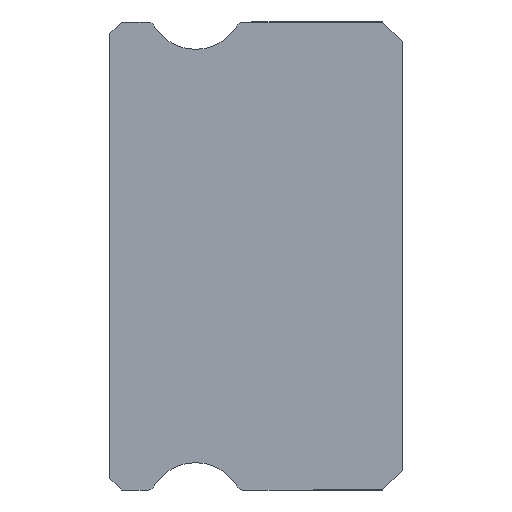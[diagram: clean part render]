
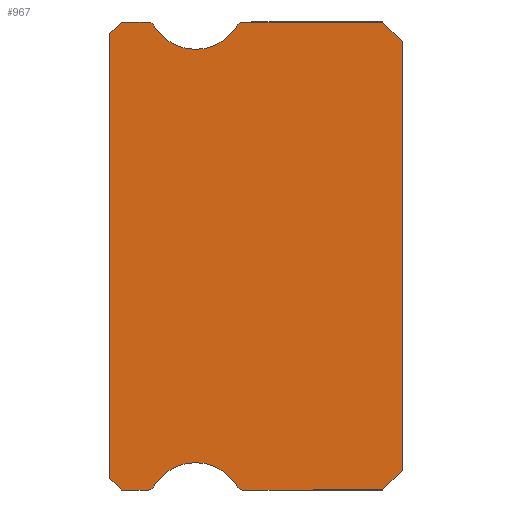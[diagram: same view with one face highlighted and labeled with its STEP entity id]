
A CAD part, left-side view. The second image highlights one B-rep face of the part: STEP entity #967.
In plain terms, the highlighted planar face has unit normal (-1, 0, 0).
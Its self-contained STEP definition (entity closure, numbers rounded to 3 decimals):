
#5 = DIRECTION ( 'NONE',  ( 0., -0.707, -0.707 ) ) ;
#19 = EDGE_CURVE ( 'NONE', #259, #1112, #2621, .T. ) ;
#20 = CARTESIAN_POINT ( 'NONE',  ( -10., 6.512, 5.85 ) ) ;
#85 = CARTESIAN_POINT ( 'NONE',  ( -10., 6.512, -6. ) ) ;
#94 = CARTESIAN_POINT ( 'NONE',  ( -10., 7.5, 5.7 ) ) ;
#176 = DIRECTION ( 'NONE',  ( 0., 0., -1. ) ) ;
#189 = VECTOR ( 'NONE', #502, 1000. ) ;
#203 = CARTESIAN_POINT ( 'NONE',  ( -10., 5.3, 5.3 ) ) ;
#207 = EDGE_CURVE ( 'NONE', #1658, #2013, #2152, .T. ) ;
#211 = CIRCLE ( 'NONE', #725, 0.15 ) ;
#259 = VERTEX_POINT ( 'NONE', #2174 ) ;
#260 = LINE ( 'NONE', #2805, #2084 ) ;
#285 = EDGE_CURVE ( 'NONE', #1020, #259, #2075, .T. ) ;
#292 = DIRECTION ( 'NONE',  ( 0., -1., 0. ) ) ;
#307 = EDGE_CURVE ( 'NONE', #1864, #3111, #3430, .T. ) ;
#318 = CARTESIAN_POINT ( 'NONE',  ( -10., 7.5, -5.7 ) ) ;
#327 = VERTEX_POINT ( 'NONE', #3165 ) ;
#333 = AXIS2_PLACEMENT_3D ( 'NONE', #1841, #2954, #176 ) ;
#368 = DIRECTION ( 'NONE',  ( 0., -1., 0. ) ) ;
#399 = ORIENTED_EDGE ( 'NONE', *, *, #522, .F. ) ;
#452 = CARTESIAN_POINT ( 'NONE',  ( -10., 0.5, 6. ) ) ;
#455 = ORIENTED_EDGE ( 'NONE', *, *, #1142, .T. ) ;
#483 = CARTESIAN_POINT ( 'NONE',  ( -10., 6.512, 5.85 ) ) ;
#487 = EDGE_CURVE ( 'NONE', #2212, #810, #1314, .T. ) ;
#498 = CARTESIAN_POINT ( 'NONE',  ( -10., 5.3, 6.55 ) ) ;
#502 = DIRECTION ( 'NONE',  ( 0., 0., 1. ) ) ;
#522 = EDGE_CURVE ( 'NONE', #3536, #1658, #1608, .T. ) ;
#536 = CARTESIAN_POINT ( 'NONE',  ( -10., 6.512, -6. ) ) ;
#564 = VECTOR ( 'NONE', #292, 1000. ) ;
#605 = EDGE_CURVE ( 'NONE', #1879, #1414, #211, .T. ) ;
#606 = EDGE_CURVE ( 'NONE', #327, #810, #260, .T. ) ;
#616 = ORIENTED_EDGE ( 'NONE', *, *, #639, .F. ) ;
#628 = CARTESIAN_POINT ( 'NONE',  ( -10., 6.512, 6. ) ) ;
#639 = EDGE_CURVE ( 'NONE', #3111, #3505, #3301, .T. ) ;
#646 = CARTESIAN_POINT ( 'NONE',  ( -10., 7.2, 6. ) ) ;
#710 = DIRECTION ( 'NONE',  ( 0., -0.707, -0.707 ) ) ;
#725 = AXIS2_PLACEMENT_3D ( 'NONE', #783, #2469, #1127 ) ;
#730 = CIRCLE ( 'NONE', #333, 1.25 ) ;
#783 = CARTESIAN_POINT ( 'NONE',  ( -10., 6.512, -5.85 ) ) ;
#806 = CARTESIAN_POINT ( 'NONE',  ( -10., 6.512, -6. ) ) ;
#810 = VERTEX_POINT ( 'NONE', #94 ) ;
#855 = CARTESIAN_POINT ( 'NONE',  ( -10., 7.2, -6. ) ) ;
#887 = CARTESIAN_POINT ( 'NONE',  ( -10., 0., -5.5 ) ) ;
#937 = CARTESIAN_POINT ( 'NONE',  ( -10., 0., -5.5 ) ) ;
#945 = EDGE_CURVE ( 'NONE', #2312, #1879, #730, .T. ) ;
#967 = ADVANCED_FACE ( 'NONE', ( #3295 ), #1138, .F. ) ;
#1020 = VERTEX_POINT ( 'NONE', #1942 ) ;
#1064 = EDGE_CURVE ( 'NONE', #2013, #1430, #2498, .T. ) ;
#1084 = DIRECTION ( 'NONE',  ( 0., 0.707, -0.707 ) ) ;
#1112 = VERTEX_POINT ( 'NONE', #2569 ) ;
#1121 = CARTESIAN_POINT ( 'NONE',  ( -10., 6.383, 5.925 ) ) ;
#1127 = DIRECTION ( 'NONE',  ( 0., 0., -1. ) ) ;
#1129 = AXIS2_PLACEMENT_3D ( 'NONE', #2985, #2739, #3453 ) ;
#1138 = PLANE ( 'NONE',  #2149 ) ;
#1142 = EDGE_CURVE ( 'NONE', #3536, #327, #1193, .T. ) ;
#1193 = LINE ( 'NONE', #646, #2661 ) ;
#1194 = CARTESIAN_POINT ( 'NONE',  ( -10., 0.5, -6. ) ) ;
#1314 = LINE ( 'NONE', #3279, #1384 ) ;
#1321 = ORIENTED_EDGE ( 'NONE', *, *, #1334, .F. ) ;
#1334 = EDGE_CURVE ( 'NONE', #1430, #1020, #3316, .T. ) ;
#1339 = ORIENTED_EDGE ( 'NONE', *, *, #605, .F. ) ;
#1367 = LINE ( 'NONE', #536, #564 ) ;
#1384 = VECTOR ( 'NONE', #2106, 1000. ) ;
#1388 = ORIENTED_EDGE ( 'NONE', *, *, #945, .F. ) ;
#1408 = CARTESIAN_POINT ( 'NONE',  ( -10., 0., 5.5 ) ) ;
#1414 = VERTEX_POINT ( 'NONE', #85 ) ;
#1422 = DIRECTION ( 'NONE',  ( 1., 0., 0. ) ) ;
#1428 = LINE ( 'NONE', #855, #3443 ) ;
#1430 = VERTEX_POINT ( 'NONE', #2882 ) ;
#1436 = CARTESIAN_POINT ( 'NONE',  ( -10., 7.2, -6. ) ) ;
#1443 = VECTOR ( 'NONE', #2736, 1000. ) ;
#1506 = AXIS2_PLACEMENT_3D ( 'NONE', #2760, #3103, #2969 ) ;
#1608 = CIRCLE ( 'NONE', #3000, 0.15 ) ;
#1626 = DIRECTION ( 'NONE',  ( 0., 0., -1. ) ) ;
#1630 = ORIENTED_EDGE ( 'NONE', *, *, #207, .F. ) ;
#1649 = EDGE_LOOP ( 'NONE', ( #2485, #2291, #2409, #2947, #1339, #1388, #2756, #616, #2807, #1931, #2049, #3296, #1321, #2265, #1630, #399, #455 ) ) ;
#1658 = VERTEX_POINT ( 'NONE', #1121 ) ;
#1841 = CARTESIAN_POINT ( 'NONE',  ( -10., 5.3, -6.55 ) ) ;
#1852 = AXIS2_PLACEMENT_3D ( 'NONE', #2196, #1422, #2271 ) ;
#1864 = VERTEX_POINT ( 'NONE', #887 ) ;
#1879 = VERTEX_POINT ( 'NONE', #2833 ) ;
#1920 = VECTOR ( 'NONE', #710, 1000. ) ;
#1931 = ORIENTED_EDGE ( 'NONE', *, *, #2395, .T. ) ;
#1942 = CARTESIAN_POINT ( 'NONE',  ( -10., 4.088, 6. ) ) ;
#1984 = VECTOR ( 'NONE', #368, 1000. ) ;
#2013 = VERTEX_POINT ( 'NONE', #203 ) ;
#2049 = ORIENTED_EDGE ( 'NONE', *, *, #19, .F. ) ;
#2075 = LINE ( 'NONE', #3391, #1984 ) ;
#2084 = VECTOR ( 'NONE', #1084, 1000. ) ;
#2106 = DIRECTION ( 'NONE',  ( 0., 0., 1. ) ) ;
#2149 = AXIS2_PLACEMENT_3D ( 'NONE', #20, #2225, #3057 ) ;
#2152 = CIRCLE ( 'NONE', #1506, 1.25 ) ;
#2174 = CARTESIAN_POINT ( 'NONE',  ( -10., 0.5, 6. ) ) ;
#2196 = CARTESIAN_POINT ( 'NONE',  ( -10., 4.088, 5.85 ) ) ;
#2212 = VERTEX_POINT ( 'NONE', #318 ) ;
#2225 = DIRECTION ( 'NONE',  ( 1., 0., 0. ) ) ;
#2265 = ORIENTED_EDGE ( 'NONE', *, *, #1064, .F. ) ;
#2271 = DIRECTION ( 'NONE',  ( 0., 0., -1. ) ) ;
#2291 = ORIENTED_EDGE ( 'NONE', *, *, #487, .F. ) ;
#2312 = VERTEX_POINT ( 'NONE', #2410 ) ;
#2364 = DIRECTION ( 'NONE',  ( 0., 0.707, -0.707 ) ) ;
#2395 = EDGE_CURVE ( 'NONE', #1864, #1112, #2466, .T. ) ;
#2409 = ORIENTED_EDGE ( 'NONE', *, *, #2811, .T. ) ;
#2410 = CARTESIAN_POINT ( 'NONE',  ( -10., 4.217, -5.925 ) ) ;
#2438 = VECTOR ( 'NONE', #2364, 1000. ) ;
#2466 = LINE ( 'NONE', #1408, #189 ) ;
#2469 = DIRECTION ( 'NONE',  ( 1., 0., 0. ) ) ;
#2485 = ORIENTED_EDGE ( 'NONE', *, *, #606, .T. ) ;
#2498 = CIRCLE ( 'NONE', #2895, 1.25 ) ;
#2569 = CARTESIAN_POINT ( 'NONE',  ( -10., 0., 5.5 ) ) ;
#2621 = LINE ( 'NONE', #452, #1920 ) ;
#2636 = EDGE_CURVE ( 'NONE', #3505, #2312, #2680, .T. ) ;
#2661 = VECTOR ( 'NONE', #3402, 1000. ) ;
#2674 = DIRECTION ( 'NONE',  ( 1., 0., 0. ) ) ;
#2680 = CIRCLE ( 'NONE', #1129, 0.15 ) ;
#2736 = DIRECTION ( 'NONE',  ( 0., 1., 0. ) ) ;
#2739 = DIRECTION ( 'NONE',  ( 1., 0., 0. ) ) ;
#2756 = ORIENTED_EDGE ( 'NONE', *, *, #2636, .F. ) ;
#2760 = CARTESIAN_POINT ( 'NONE',  ( -10., 5.3, 6.55 ) ) ;
#2797 = CARTESIAN_POINT ( 'NONE',  ( -10., 4.088, -6. ) ) ;
#2805 = CARTESIAN_POINT ( 'NONE',  ( -10., 7.5, 5.7 ) ) ;
#2807 = ORIENTED_EDGE ( 'NONE', *, *, #307, .F. ) ;
#2811 = EDGE_CURVE ( 'NONE', #2212, #3581, #1428, .T. ) ;
#2833 = CARTESIAN_POINT ( 'NONE',  ( -10., 6.383, -5.925 ) ) ;
#2882 = CARTESIAN_POINT ( 'NONE',  ( -10., 4.217, 5.925 ) ) ;
#2895 = AXIS2_PLACEMENT_3D ( 'NONE', #498, #2995, #1626 ) ;
#2928 = DIRECTION ( 'NONE',  ( 0., 0., -1. ) ) ;
#2947 = ORIENTED_EDGE ( 'NONE', *, *, #3395, .T. ) ;
#2954 = DIRECTION ( 'NONE',  ( -1., 0., 0. ) ) ;
#2969 = DIRECTION ( 'NONE',  ( 0., 0., -1. ) ) ;
#2985 = CARTESIAN_POINT ( 'NONE',  ( -10., 4.088, -5.85 ) ) ;
#2995 = DIRECTION ( 'NONE',  ( -1., 0., 0. ) ) ;
#3000 = AXIS2_PLACEMENT_3D ( 'NONE', #483, #2674, #2928 ) ;
#3057 = DIRECTION ( 'NONE',  ( 0., 0., -1. ) ) ;
#3103 = DIRECTION ( 'NONE',  ( -1., 0., 0. ) ) ;
#3111 = VERTEX_POINT ( 'NONE', #1194 ) ;
#3165 = CARTESIAN_POINT ( 'NONE',  ( -10., 7.2, 6. ) ) ;
#3279 = CARTESIAN_POINT ( 'NONE',  ( -10., 7.5, 5.85 ) ) ;
#3295 = FACE_OUTER_BOUND ( 'NONE', #1649, .T. ) ;
#3296 = ORIENTED_EDGE ( 'NONE', *, *, #285, .F. ) ;
#3301 = LINE ( 'NONE', #806, #1443 ) ;
#3316 = CIRCLE ( 'NONE', #1852, 0.15 ) ;
#3391 = CARTESIAN_POINT ( 'NONE',  ( -10., 6.512, 6. ) ) ;
#3395 = EDGE_CURVE ( 'NONE', #3581, #1414, #1367, .T. ) ;
#3402 = DIRECTION ( 'NONE',  ( 0., 1., 0. ) ) ;
#3430 = LINE ( 'NONE', #937, #2438 ) ;
#3443 = VECTOR ( 'NONE', #5, 1000. ) ;
#3453 = DIRECTION ( 'NONE',  ( 0., 0., -1. ) ) ;
#3505 = VERTEX_POINT ( 'NONE', #2797 ) ;
#3536 = VERTEX_POINT ( 'NONE', #628 ) ;
#3581 = VERTEX_POINT ( 'NONE', #1436 ) ;
